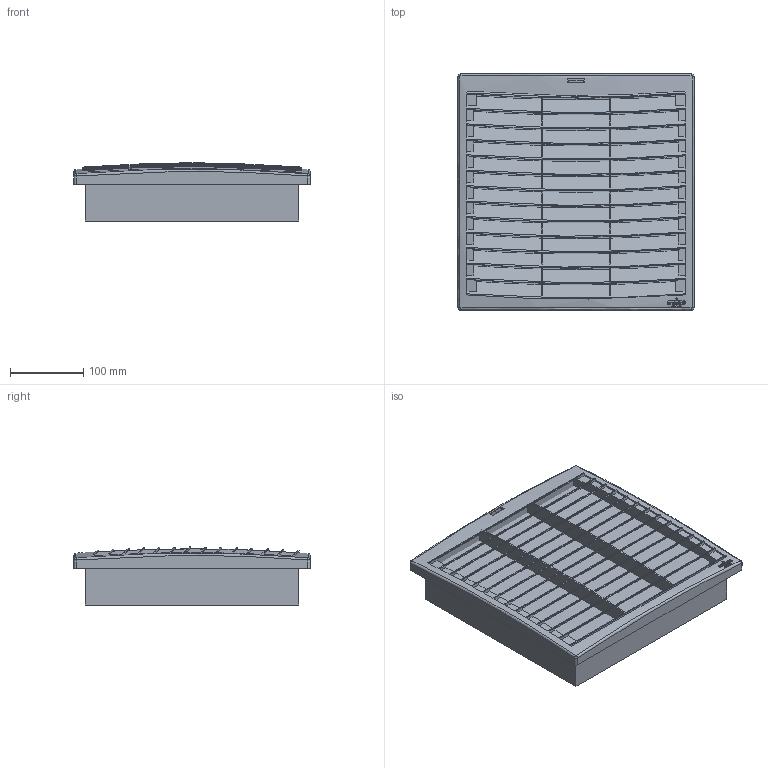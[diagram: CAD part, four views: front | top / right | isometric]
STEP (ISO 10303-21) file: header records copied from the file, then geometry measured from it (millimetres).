
FILE_DESCRIPTION (( 'STEP AP214' ), '1' );
FILE_NAME ('11874_Test_4.STEP', '2016-04-27T13:12:24', ( '' ), ( '' ), 'SwSTEP 2.0', 'SolidWorks 2016', '' );
FILE_SCHEMA (( 'AUTOMOTIVE_DESIGN' ));
Length unit declared in the file: millimetre
Products named in the file (1): 11874_Test_4
Bounding box: 322 x 322 x 79.13 mm (x, y, z)
Volume: 4774983.8 mm3; surface area: 616958.9 mm2
Topology: 2 solids, 2 shells, 667 faces, 2101 edges, 1363 vertices
Faces by surface type: plane 351, bspline 263, cylinder 53
Entity records: 28026 total; most frequent: CARTESIAN_POINT 12262, ORIENTED_EDGE 4186, EDGE_CURVE 2093, DIRECTION 1986, VERTEX_POINT 1363, B_SPLINE_CURVE_WITH_KNOTS 1020, LINE 934, VECTOR 934
